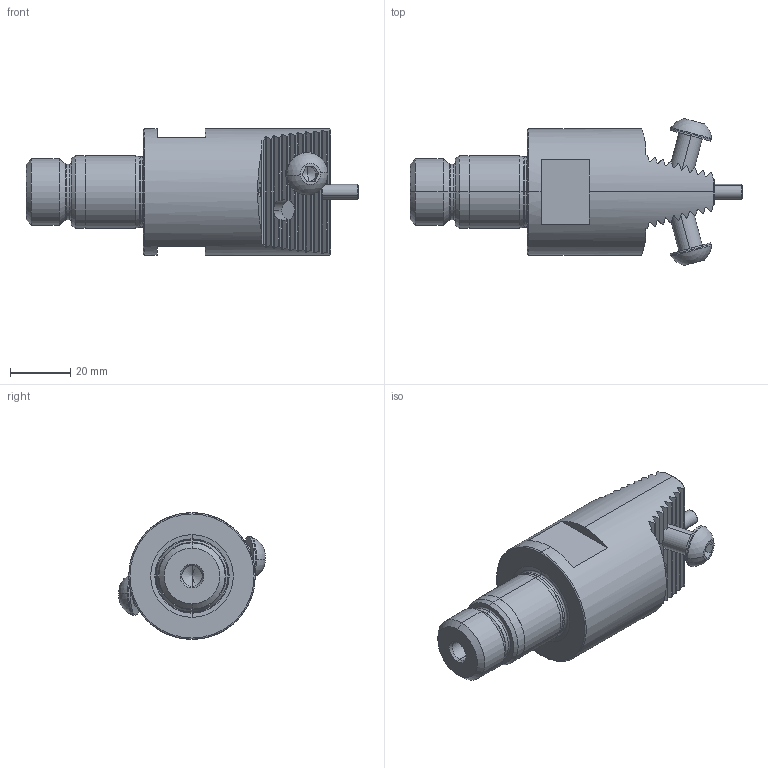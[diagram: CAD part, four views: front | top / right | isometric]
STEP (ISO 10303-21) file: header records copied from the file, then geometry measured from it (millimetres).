
FILE_DESCRIPTION (( 'STEP AP203' ), '1' );
FILE_NAME ('140.420.000C.STEP', '2018-03-05T08:50:16', ( 'SWIAdmin' ), ( 'Hewlett-Packard Company' ), 'SwSTEP 2.0', 'SolidWorks 2017', '' );
FILE_SCHEMA (( 'CONFIG_CONTROL_DESIGN' ));
Length unit declared in the file: millimetre
Products named in the file (6): Z42-ER1.001.020; Z42-ER2.001.019_A; 140.420.000C; CA4-Z42.K23.090_A; Z42-ER1.002.020_A; Z42-ER1.003.020_A_gespannt
Assembly tree (6 placements, depth 3):
  140.420.000C
    CA4-Z42.K23.090_A
    Z42-ER1.001.020  x2
      Z42-ER1.002.020_A
      Z42-ER1.003.020_A_gespannt
    Z42-ER2.001.019_A
Bounding box: 110.2 x 48.73 x 42 mm (x, y, z)
Volume: 82967.2 mm3; surface area: 19518.3 mm2
Topology: 6 solids, 6 shells, 337 faces, 879 edges, 545 vertices
Faces by surface type: plane 169, cylinder 96, cone 50, torus 18, sphere 4
Entity records: 10305 total; most frequent: CARTESIAN_POINT 2819, ORIENTED_EDGE 1586, DIRECTION 1313, EDGE_CURVE 793, AXIS2_PLACEMENT_3D 504, VERTEX_POINT 502, EDGE_LOOP 319, VECTOR 305
